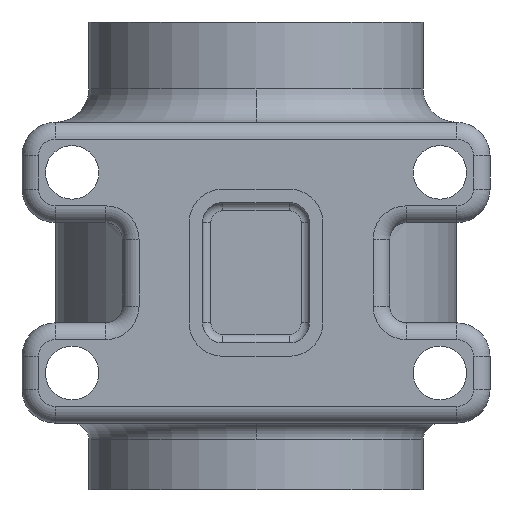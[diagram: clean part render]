
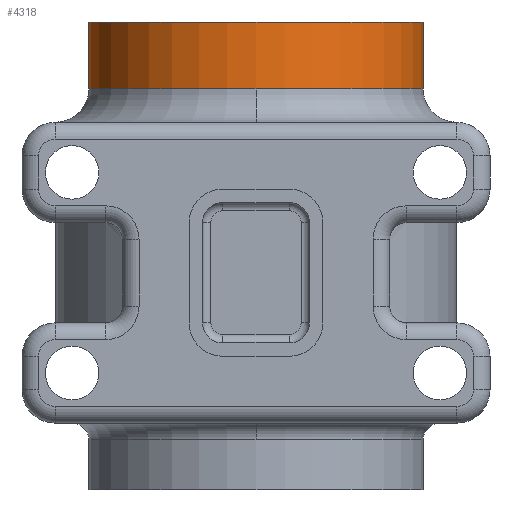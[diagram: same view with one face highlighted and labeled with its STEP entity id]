
A CAD part, front view. The second image highlights one B-rep face of the part: STEP entity #4318.
In plain terms, the highlighted cylindrical face has radius 10 mm (diameter 20 mm), a partial arc.
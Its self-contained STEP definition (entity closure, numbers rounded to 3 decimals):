
#135 = DIRECTION ( 'NONE',  ( 0., 1., 0. ) ) ;
#248 = ORIENTED_EDGE ( 'NONE', *, *, #1939, .F. ) ;
#350 = DIRECTION ( 'NONE',  ( 0., 0., -1. ) ) ;
#609 = DIRECTION ( 'NONE',  ( 0., 0., 1. ) ) ;
#836 = ORIENTED_EDGE ( 'NONE', *, *, #3999, .T. ) ;
#914 = VECTOR ( 'NONE', #350, 1000. ) ;
#1131 = CIRCLE ( 'NONE', #2630, 10. ) ;
#1224 = AXIS2_PLACEMENT_3D ( 'NONE', #5208, #2915, #1900 ) ;
#1230 = CARTESIAN_POINT ( 'NONE',  ( 0.075, 0., 14.977 ) ) ;
#1492 = EDGE_CURVE ( 'NONE', #6437, #6414, #2457, .T. ) ;
#1535 = CARTESIAN_POINT ( 'NONE',  ( 0.075, -10., 8.977 ) ) ;
#1703 = AXIS2_PLACEMENT_3D ( 'NONE', #1230, #2392, #4527 ) ;
#1895 = CARTESIAN_POINT ( 'NONE',  ( 10.075, 0., 14.977 ) ) ;
#1900 = DIRECTION ( 'NONE',  ( 1., 0., 0. ) ) ;
#1910 = DIRECTION ( 'NONE',  ( 0., 0., -1. ) ) ;
#1939 = EDGE_CURVE ( 'NONE', #6437, #6836, #4346, .T. ) ;
#2016 = VERTEX_POINT ( 'NONE', #1535 ) ;
#2354 = CYLINDRICAL_SURFACE ( 'NONE', #1703, 10. ) ;
#2392 = DIRECTION ( 'NONE',  ( 0., 0., -1. ) ) ;
#2453 = CARTESIAN_POINT ( 'NONE',  ( -9.925, 0., 8.977 ) ) ;
#2457 = LINE ( 'NONE', #4670, #5971 ) ;
#2517 = ORIENTED_EDGE ( 'NONE', *, *, #1492, .T. ) ;
#2630 = AXIS2_PLACEMENT_3D ( 'NONE', #5151, #5449, #3758 ) ;
#2915 = DIRECTION ( 'NONE',  ( 0., 0., 1. ) ) ;
#3163 = ORIENTED_EDGE ( 'NONE', *, *, #6831, .F. ) ;
#3170 = CIRCLE ( 'NONE', #4092, 10. ) ;
#3186 = CARTESIAN_POINT ( 'NONE',  ( 10.075, 0., 8.977 ) ) ;
#3758 = DIRECTION ( 'NONE',  ( 0., 1., 0. ) ) ;
#3999 = EDGE_CURVE ( 'NONE', #2016, #4012, #1131, .T. ) ;
#4012 = VERTEX_POINT ( 'NONE', #3186 ) ;
#4092 = AXIS2_PLACEMENT_3D ( 'NONE', #6192, #609, #135 ) ;
#4102 = CARTESIAN_POINT ( 'NONE',  ( 10.075, 0., 12.977 ) ) ;
#4318 = ADVANCED_FACE ( 'NONE', ( #5109 ), #2354, .T. ) ;
#4346 = CIRCLE ( 'NONE', #1224, 10. ) ;
#4470 = ORIENTED_EDGE ( 'NONE', *, *, #5216, .T. ) ;
#4527 = DIRECTION ( 'NONE',  ( -1., 0., 0. ) ) ;
#4665 = CARTESIAN_POINT ( 'NONE',  ( -9.925, 0., 12.977 ) ) ;
#4670 = CARTESIAN_POINT ( 'NONE',  ( -9.925, 0., 14.977 ) ) ;
#4733 = LINE ( 'NONE', #1895, #914 ) ;
#5109 = FACE_OUTER_BOUND ( 'NONE', #7163, .T. ) ;
#5151 = CARTESIAN_POINT ( 'NONE',  ( 0.075, 0., 8.977 ) ) ;
#5208 = CARTESIAN_POINT ( 'NONE',  ( 0.075, 0., 12.977 ) ) ;
#5216 = EDGE_CURVE ( 'NONE', #6414, #2016, #3170, .T. ) ;
#5449 = DIRECTION ( 'NONE',  ( 0., 0., 1. ) ) ;
#5971 = VECTOR ( 'NONE', #1910, 1000. ) ;
#6192 = CARTESIAN_POINT ( 'NONE',  ( 0.075, 0., 8.977 ) ) ;
#6414 = VERTEX_POINT ( 'NONE', #2453 ) ;
#6437 = VERTEX_POINT ( 'NONE', #4665 ) ;
#6831 = EDGE_CURVE ( 'NONE', #6836, #4012, #4733, .T. ) ;
#6836 = VERTEX_POINT ( 'NONE', #4102 ) ;
#7163 = EDGE_LOOP ( 'NONE', ( #3163, #248, #2517, #4470, #836 ) ) ;
